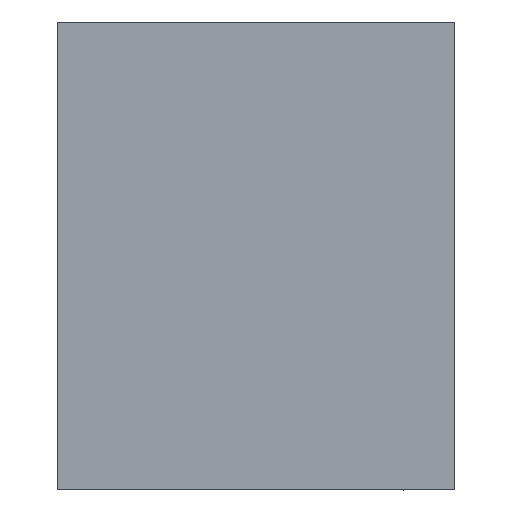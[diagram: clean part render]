
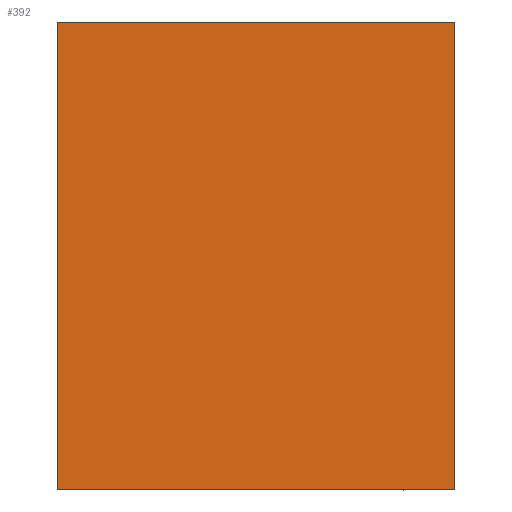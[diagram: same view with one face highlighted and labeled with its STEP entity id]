
A CAD part, left-side view. The second image highlights one B-rep face of the part: STEP entity #392.
In plain terms, the highlighted planar face has unit normal (-1, 0, 0).
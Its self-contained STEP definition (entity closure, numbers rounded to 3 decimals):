
#5 = LINE ( 'NONE', #649, #148 ) ;
#8 = LINE ( 'NONE', #71, #531 ) ;
#25 = VERTEX_POINT ( 'NONE', #433 ) ;
#47 = VECTOR ( 'NONE', #455, 1000. ) ;
#64 = EDGE_LOOP ( 'NONE', ( #344, #265, #644, #317 ) ) ;
#71 = CARTESIAN_POINT ( 'NONE',  ( -70., 0., 10. ) ) ;
#97 = LINE ( 'NONE', #509, #47 ) ;
#110 = VERTEX_POINT ( 'NONE', #483 ) ;
#114 = DIRECTION ( 'NONE',  ( 0., 0., 1. ) ) ;
#115 = EDGE_CURVE ( 'NONE', #25, #110, #97, .T. ) ;
#148 = VECTOR ( 'NONE', #506, 1000. ) ;
#166 = CARTESIAN_POINT ( 'NONE',  ( -70., 2., -10. ) ) ;
#208 = DIRECTION ( 'NONE',  ( 0., 0., -1. ) ) ;
#210 = DIRECTION ( 'NONE',  ( 0., -1., 0. ) ) ;
#252 = EDGE_CURVE ( 'NONE', #570, #25, #5, .T. ) ;
#265 = ORIENTED_EDGE ( 'NONE', *, *, #115, .F. ) ;
#287 = EDGE_CURVE ( 'NONE', #325, #110, #8, .T. ) ;
#317 = ORIENTED_EDGE ( 'NONE', *, *, #337, .T. ) ;
#325 = VERTEX_POINT ( 'NONE', #512 ) ;
#337 = EDGE_CURVE ( 'NONE', #570, #325, #523, .T. ) ;
#344 = ORIENTED_EDGE ( 'NONE', *, *, #287, .T. ) ;
#357 = PLANE ( 'NONE',  #583 ) ;
#392 = ADVANCED_FACE ( 'NONE', ( #617 ), #357, .F. ) ;
#433 = CARTESIAN_POINT ( 'NONE',  ( -70., 17., 10. ) ) ;
#442 = VECTOR ( 'NONE', #210, 1000. ) ;
#455 = DIRECTION ( 'NONE',  ( 0., -1., 0. ) ) ;
#483 = CARTESIAN_POINT ( 'NONE',  ( -70., 0., 10. ) ) ;
#506 = DIRECTION ( 'NONE',  ( 0., 0., 1. ) ) ;
#509 = CARTESIAN_POINT ( 'NONE',  ( -70., 2., 10. ) ) ;
#512 = CARTESIAN_POINT ( 'NONE',  ( -70., 0., -10. ) ) ;
#523 = LINE ( 'NONE', #166, #442 ) ;
#527 = DIRECTION ( 'NONE',  ( 1., 0., 0. ) ) ;
#531 = VECTOR ( 'NONE', #114, 1000. ) ;
#570 = VERTEX_POINT ( 'NONE', #602 ) ;
#578 = CARTESIAN_POINT ( 'NONE',  ( -70., 2., 10. ) ) ;
#583 = AXIS2_PLACEMENT_3D ( 'NONE', #578, #527, #208 ) ;
#602 = CARTESIAN_POINT ( 'NONE',  ( -70., 17., -10. ) ) ;
#617 = FACE_OUTER_BOUND ( 'NONE', #64, .T. ) ;
#644 = ORIENTED_EDGE ( 'NONE', *, *, #252, .F. ) ;
#649 = CARTESIAN_POINT ( 'NONE',  ( -70., 17., -10. ) ) ;
